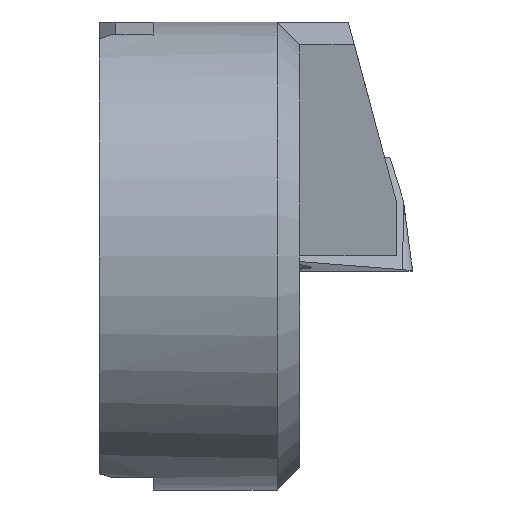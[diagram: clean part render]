
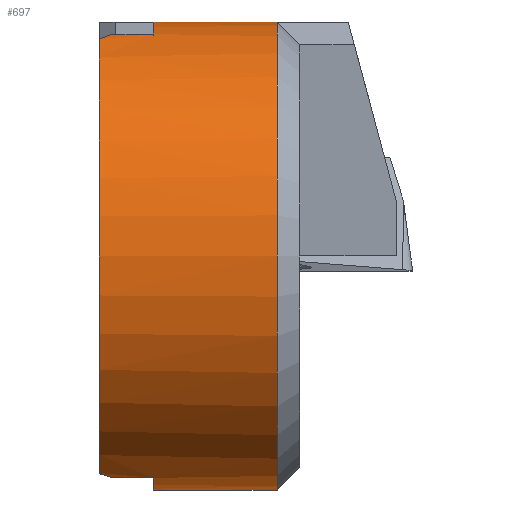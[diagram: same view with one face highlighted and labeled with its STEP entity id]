
A CAD part, left-side view. The second image highlights one B-rep face of the part: STEP entity #697.
In plain terms, the highlighted cylindrical face has radius 5.2 mm (diameter 10.4 mm), a partial arc.
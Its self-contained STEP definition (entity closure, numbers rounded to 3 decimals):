
#629=VERTEX_POINT('NONE',#1651);
#697=ADVANCED_FACE('NONE',(#1728),#1729,.T.);
#701=VERTEX_POINT('NONE',#1733);
#713=EDGE_CURVE('NONE',#831,#701,#1746,.T.);
#717=EDGE_CURVE('NONE',#1325,#1149,#1750,.T.);
#751=VERTEX_POINT('',#1788);
#775=EDGE_CURVE('NONE',#751,#1033,#1816,.T.);
#831=VERTEX_POINT('NONE',#1875);
#855=EDGE_CURVE('NONE',#995,#1019,#1900,.T.);
#861=EDGE_CURVE('NONE',#701,#1065,#1907,.T.);
#987=EDGE_CURVE('NONE',#1149,#1019,#2049,.T.);
#995=VERTEX_POINT('NONE',#2058);
#1019=VERTEX_POINT('NONE',#2084);
#1033=VERTEX_POINT('NONE',#2098);
#1065=VERTEX_POINT('NONE',#2134);
#1149=VERTEX_POINT('NONE',#2228);
#1271=EDGE_CURVE('NONE',#1065,#629,#2362,.T.);
#1325=VERTEX_POINT('',#2419);
#1345=EDGE_CURVE('',#751,#1325,#2441,.T.);
#1353=EDGE_CURVE('NONE',#1033,#831,#2450,.T.);
#1391=EDGE_CURVE('NONE',#629,#995,#2494,.T.);
#1651=CARTESIAN_POINT('',(-1.65,1.927,4.931));
#1728=FACE_OUTER_BOUND('',#2903,.T.);
#1729=CYLINDRICAL_SURFACE('',#2904,5.2);
#1733=CARTESIAN_POINT('',(-1.948,2.225,-4.821));
#1746=(B_SPLINE_CURVE(3,(#2932,#2933,#2934,#2935),.UNSPECIFIED.,.F.,.F.)B_SPLINE_CURVE_WITH_KNOTS((4,4),(5.035,5.096),.UNSPECIFIED.)RATIONAL_B_SPLINE_CURVE((1.0,1.,1.,1.0))BOUNDED_CURVE()REPRESENTATION_ITEM('')GEOMETRIC_REPRESENTATION_ITEM()CURVE());
#1750=CIRCLE('',#2948,5.2);
#1788=CARTESIAN_POINT('',(0.,1.025,-5.2));
#1816=CIRCLE('',#3037,5.2);
#1875=CARTESIAN_POINT('',(-1.65,1.927,-4.931));
#1900=CIRCLE('',#3153,5.2);
#1907=CIRCLE('',#3161,5.2);
#2049=LINE('',#3356,#3357);
#2058=CARTESIAN_POINT('',(-1.65,1.025,4.931));
#2084=CARTESIAN_POINT('',(0.,1.025,5.2));
#2098=CARTESIAN_POINT('',(-1.65,1.025,-4.931));
#2134=CARTESIAN_POINT('',(-1.948,2.225,4.821));
#2228=CARTESIAN_POINT('',(0.,-1.725,5.2));
#2362=(B_SPLINE_CURVE(3,(#3808,#3809,#3810,#3811),.UNSPECIFIED.,.F.,.F.)B_SPLINE_CURVE_WITH_KNOTS((4,4),(1.187,1.248),.UNSPECIFIED.)RATIONAL_B_SPLINE_CURVE((1.0,1.,1.,1.0))BOUNDED_CURVE()REPRESENTATION_ITEM('')GEOMETRIC_REPRESENTATION_ITEM()CURVE());
#2419=CARTESIAN_POINT('',(0.,-1.725,-5.2));
#2441=LINE('',#3934,#3935);
#2450=LINE('',#3948,#3949);
#2494=LINE('',#4013,#4014);
#2903=EDGE_LOOP('',(#4439,#4440,#4441,#4442,#4443,#4444,#4445,#4446,#4447,#4448));
#2904=AXIS2_PLACEMENT_3D('',#4449,#4450,#4451);
#2932=CARTESIAN_POINT('',(-1.65,1.927,-4.931));
#2933=CARTESIAN_POINT('',(-1.75,2.027,-4.898));
#2934=CARTESIAN_POINT('',(-1.85,2.127,-4.861));
#2935=CARTESIAN_POINT('',(-1.948,2.225,-4.821));
#2948=AXIS2_PLACEMENT_3D('',#4468,#4469,#4470);
#3037=AXIS2_PLACEMENT_3D('',#4556,#4557,#4558);
#3153=AXIS2_PLACEMENT_3D('',#4639,#4640,#4641);
#3161=AXIS2_PLACEMENT_3D('',#4650,#4651,#4652);
#3356=CARTESIAN_POINT('',(0.,-2.225,5.2));
#3357=VECTOR('',#4817,1000.0);
#3808=CARTESIAN_POINT('',(-1.948,2.225,4.821));
#3809=CARTESIAN_POINT('',(-1.85,2.127,4.861));
#3810=CARTESIAN_POINT('',(-1.75,2.027,4.898));
#3811=CARTESIAN_POINT('',(-1.65,1.927,4.931));
#3934=CARTESIAN_POINT('',(0.,0.25,-5.2));
#3935=VECTOR('',#5245,1.0);
#3948=CARTESIAN_POINT('',(-1.65,-2.225,-4.931));
#3949=VECTOR('',#5258,1000.0);
#4013=CARTESIAN_POINT('',(-1.65,-2.225,4.931));
#4014=VECTOR('',#5322,1000.0);
#4439=ORIENTED_EDGE('',*,*,#1345,.T.);
#4440=ORIENTED_EDGE('',*,*,#717,.T.);
#4441=ORIENTED_EDGE('',*,*,#987,.T.);
#4442=ORIENTED_EDGE('',*,*,#855,.F.);
#4443=ORIENTED_EDGE('',*,*,#1391,.F.);
#4444=ORIENTED_EDGE('',*,*,#1271,.F.);
#4445=ORIENTED_EDGE('',*,*,#861,.F.);
#4446=ORIENTED_EDGE('',*,*,#713,.F.);
#4447=ORIENTED_EDGE('',*,*,#1353,.F.);
#4448=ORIENTED_EDGE('',*,*,#775,.F.);
#4449=CARTESIAN_POINT('',(0.0,-2.225,0.0));
#4450=DIRECTION('',(-0.0,1.0,-0.0));
#4451=DIRECTION('',(0.0,0.0,1.0));
#4468=CARTESIAN_POINT('',(0.0,-1.725,0.0));
#4469=DIRECTION('',(0.0,1.0,0.0));
#4470=DIRECTION('',(0.0,0.0,1.0));
#4556=CARTESIAN_POINT('',(0.0,1.025,0.0));
#4557=DIRECTION('',(0.0,1.0,0.0));
#4558=DIRECTION('',(0.0,0.0,1.0));
#4639=CARTESIAN_POINT('',(0.0,1.025,0.0));
#4640=DIRECTION('',(0.0,1.0,0.0));
#4641=DIRECTION('',(0.0,0.0,1.0));
#4650=CARTESIAN_POINT('',(0.0,2.225,0.0));
#4651=DIRECTION('',(0.0,1.0,0.0));
#4652=DIRECTION('',(0.0,0.0,1.0));
#4817=DIRECTION('',(0.0,1.0,0.0));
#5245=DIRECTION('',(0.0,-1.0,0.0));
#5258=DIRECTION('',(0.0,1.0,0.0));
#5322=DIRECTION('',(0.0,-1.0,0.0));
